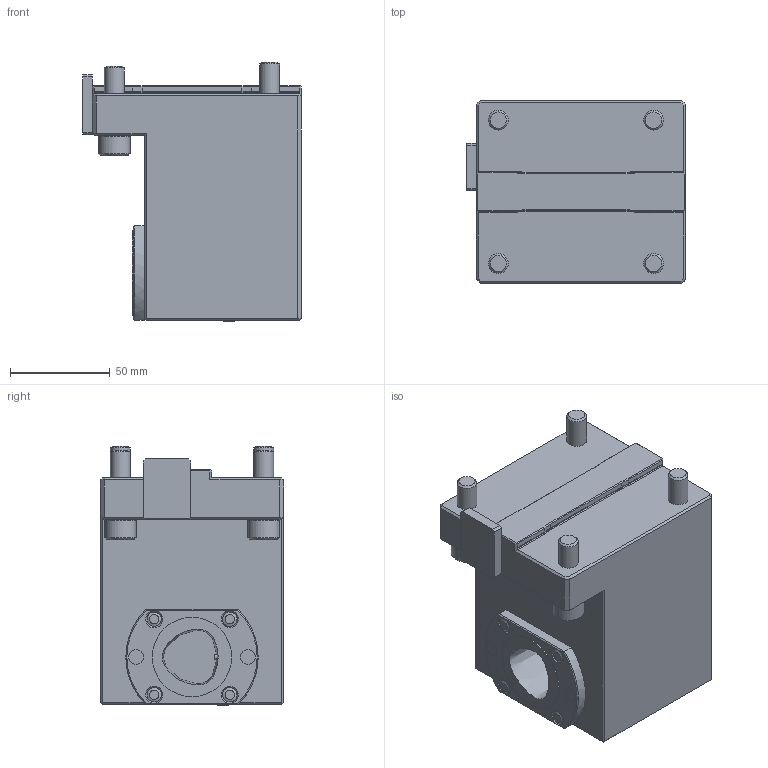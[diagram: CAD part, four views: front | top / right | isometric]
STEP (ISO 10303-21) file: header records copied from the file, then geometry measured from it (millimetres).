
FILE_DESCRIPTION(/* description */ (''),/* implementation_level */ '2;1');
FILE_NAME(/* name */ '1612449975944.stp',/* time_stamp */ '2021-02-04T20:16:35+06:00',/* author */ (''),/* organization */ ('SMS'),/* preprocessor_version */ 'ST-DEVELOPER v16.7',/* originating_system */ 'SIEMENS PLM Software NX 12.0',/* authorisation */ '');
FILE_SCHEMA (('AUTOMOTIVE_DESIGN { 1 0 10303 214 3 1 1 1 }'));
Length unit declared in the file: millimetre
Products named in the file (1): 203358652mod000_00
Bounding box: 110 x 92 x 130.46 mm (x, y, z)
Volume: 900223.8 mm3; surface area: 67990.3 mm2
Topology: 1 solids, 1 shells, 189 faces, 465 edges, 291 vertices
Faces by surface type: plane 103, cylinder 38, cone 34, bspline 5, sphere 5, torus 4
Full cylindrical faces by diameter (mm): 2.5 x1, 4.495 x4, 5.183 x4, 5.694 x1, 5.994 x5, 7.193 x4, 9.99 x4, 15.984 x2, 39.96 x1
Entity records: 5504 total; most frequent: CARTESIAN_POINT 1529, DIRECTION 797, ORIENTED_EDGE 736, EDGE_CURVE 368, AXIS2_PLACEMENT_3D 296, EDGE_LOOP 263, VERTEX_POINT 251, LINE 205
